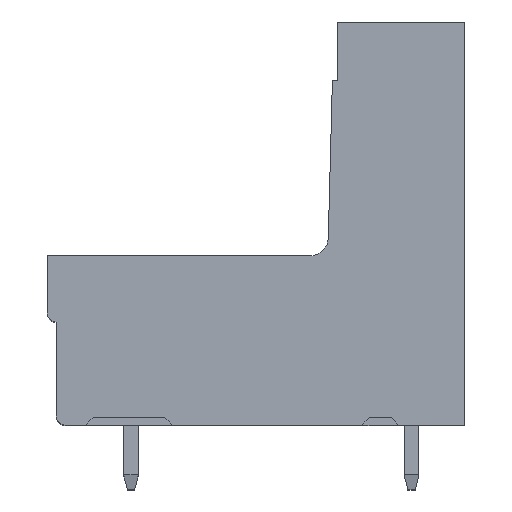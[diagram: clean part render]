
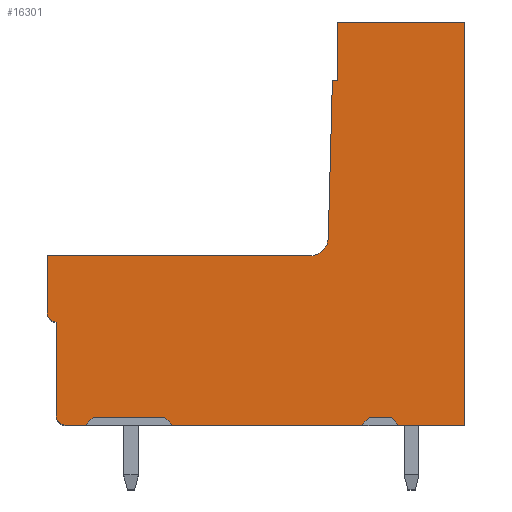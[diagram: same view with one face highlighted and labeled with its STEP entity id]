
A CAD part, top view. The second image highlights one B-rep face of the part: STEP entity #16301.
In plain terms, the highlighted planar face has unit normal (0, 0, 1).
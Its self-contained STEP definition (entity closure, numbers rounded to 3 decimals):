
#677=DIRECTION('',(0.,-1.,0.));
#678=VECTOR('',#677,5.1);
#679=CARTESIAN_POINT('',(-22.194,5.6,-112.203));
#680=LINE('',#679,#678);
#2301=DIRECTION('',(-1.,0.,0.));
#2302=VECTOR('',#2301,0.3);
#2303=CARTESIAN_POINT('',(-6.894,18.7,-112.203));
#2304=LINE('',#2303,#2302);
#2309=DIRECTION('',(0.,-1.,0.));
#2310=VECTOR('',#2309,3.2);
#2311=CARTESIAN_POINT('',(-6.894,21.9,-112.203));
#2312=LINE('',#2311,#2310);
#3975=DIRECTION('',(0.,1.,0.));
#3976=VECTOR('',#3975,21.9);
#3977=CARTESIAN_POINT('',(0.006,0.,
-112.203));
#3978=LINE('',#3977,#3976);
#5688=DIRECTION('',(-1.,0.,0.));
#5689=VECTOR('',#5688,10.3);
#5690=CARTESIAN_POINT('',(-5.594,0.,
-112.203));
#5691=LINE('',#5690,#5689);
#5692=DIRECTION('',(-0.707,0.707,0.));
#5693=VECTOR('',#5692,0.566);
#5694=CARTESIAN_POINT('',(-15.894,0.,
-112.203));
#5695=LINE('',#5694,#5693);
#5696=DIRECTION('',(-1.,0.,0.));
#5697=VECTOR('',#5696,3.9);
#5698=CARTESIAN_POINT('',(-16.294,0.4,
-112.203));
#5699=LINE('',#5698,#5697);
#5700=DIRECTION('',(-1.,0.,0.));
#5701=VECTOR('',#5700,1.1);
#5702=CARTESIAN_POINT('',(-20.594,0.,
-112.203));
#5703=LINE('',#5702,#5701);
#5704=CARTESIAN_POINT('',(-21.694,0.5,-112.203));
#5705=DIRECTION('',(0.,0.,-1.));
#5706=DIRECTION('',(0.,-1.,0.));
#5707=AXIS2_PLACEMENT_3D('',#5704,#5705,#5706);
#5709=CARTESIAN_POINT('',(-22.194,6.1,-112.203));
#5710=DIRECTION('',(0.,0.,-1.));
#5711=DIRECTION('',(0.,-1.,0.));
#5712=AXIS2_PLACEMENT_3D('',#5709,#5710,#5711);
#5714=DIRECTION('',(0.,1.,0.));
#5715=VECTOR('',#5714,3.1);
#5716=CARTESIAN_POINT('',(-22.694,6.1,
-112.203));
#5717=LINE('',#5716,#5715);
#5718=DIRECTION('',(1.,0.,0.));
#5719=VECTOR('',#5718,14.277);
#5720=CARTESIAN_POINT('',(-22.694,9.2,-112.203));
#5721=LINE('',#5720,#5719);
#5722=CARTESIAN_POINT('',(-8.417,10.2,-112.203));
#5723=DIRECTION('',(0.,0.,1.));
#5724=DIRECTION('',(0.,-1.,0.));
#5725=AXIS2_PLACEMENT_3D('',#5722,#5723,#5724);
#5727=DIRECTION('',(0.026,1.,0.));
#5728=VECTOR('',#5727,8.529);
#5729=CARTESIAN_POINT('',(-7.417,10.174,
-112.203));
#5730=LINE('',#5729,#5728);
#5731=DIRECTION('',(1.,0.,0.));
#5732=VECTOR('',#5731,6.9);
#5733=CARTESIAN_POINT('',(-6.894,21.9,-112.203));
#5734=LINE('',#5733,#5732);
#5735=DIRECTION('',(-1.,0.,0.));
#5736=VECTOR('',#5735,3.6);
#5737=CARTESIAN_POINT('',(0.006,0.,
-112.203));
#5738=LINE('',#5737,#5736);
#5739=DIRECTION('',(-0.707,0.707,0.));
#5740=VECTOR('',#5739,0.566);
#5741=CARTESIAN_POINT('',(-3.594,0.,
-112.203));
#5742=LINE('',#5741,#5740);
#5743=DIRECTION('',(-0.707,-0.707,0.));
#5744=VECTOR('',#5743,0.566);
#5745=CARTESIAN_POINT('',(-5.194,0.4,
-112.203));
#5746=LINE('',#5745,#5744);
#5763=DIRECTION('',(-0.707,-0.707,0.));
#5764=VECTOR('',#5763,0.566);
#5765=CARTESIAN_POINT('',(-20.194,0.4,
-112.203));
#5766=LINE('',#5765,#5764);
#5799=DIRECTION('',(1.,0.,0.));
#5800=VECTOR('',#5799,1.2);
#5801=CARTESIAN_POINT('',(-5.194,0.4,
-112.203));
#5802=LINE('',#5801,#5800);
#6477=CARTESIAN_POINT('',(-5.594,0.,
-112.203));
#6479=VERTEX_POINT('',#6477);
#6483=CARTESIAN_POINT('',(-3.594,0.,
-112.203));
#6484=VERTEX_POINT('',#6483);
#6600=CARTESIAN_POINT('',(-16.294,0.4,
-112.203));
#6601=VERTEX_POINT('',#6600);
#6602=CARTESIAN_POINT('',(-7.417,10.174,
-112.203));
#6603=CARTESIAN_POINT('',(-7.194,18.7,-112.203));
#6604=VERTEX_POINT('',#6602);
#6605=VERTEX_POINT('',#6603);
#6606=CARTESIAN_POINT('',(-6.894,18.7,-112.203));
#6607=VERTEX_POINT('',#6606);
#6608=CARTESIAN_POINT('',(-6.894,21.9,-112.203));
#6609=VERTEX_POINT('',#6608);
#6610=CARTESIAN_POINT('',(-3.994,0.4,
-112.203));
#6611=VERTEX_POINT('',#6610);
#6612=CARTESIAN_POINT('',(-5.194,0.4,
-112.203));
#6613=VERTEX_POINT('',#6612);
#6618=CARTESIAN_POINT('',(-21.694,0.,-112.203));
#6619=CARTESIAN_POINT('',(-22.194,0.5,
-112.203));
#6620=VERTEX_POINT('',#6618);
#6621=VERTEX_POINT('',#6619);
#6622=CARTESIAN_POINT('',(-22.194,5.6,-112.203));
#6623=VERTEX_POINT('',#6622);
#6624=CARTESIAN_POINT('',(-22.694,6.1,
-112.203));
#6625=VERTEX_POINT('',#6624);
#6626=CARTESIAN_POINT('',(-22.694,9.2,-112.203));
#6627=VERTEX_POINT('',#6626);
#6876=CARTESIAN_POINT('',(0.006,0.,
-112.203));
#6877=CARTESIAN_POINT('',(0.006,21.9,-112.203));
#6878=VERTEX_POINT('',#6876);
#6879=VERTEX_POINT('',#6877);
#6880=CARTESIAN_POINT('',(-20.194,0.4,
-112.203));
#6881=CARTESIAN_POINT('',(-20.594,0.,
-112.203));
#6882=VERTEX_POINT('',#6880);
#6883=VERTEX_POINT('',#6881);
#6884=CARTESIAN_POINT('',(-15.894,0.,
-112.203));
#6885=VERTEX_POINT('',#6884);
#6886=CARTESIAN_POINT('',(-8.417,9.2,-112.203));
#6887=VERTEX_POINT('',#6886);
#16268=CARTESIAN_POINT('',(-21.694,0.5,
-112.203));
#16269=DIRECTION('',(0.,0.,-1.));
#16270=DIRECTION('',(-1.,0.,0.));
#16271=AXIS2_PLACEMENT_3D('',#16268,#16269,#16270);
#16272=PLANE('',#16271);
#16273=ORIENTED_EDGE('',*,*,#7873,.T.);
#16275=ORIENTED_EDGE('',*,*,#16274,.T.);
#16277=ORIENTED_EDGE('',*,*,#16276,.T.);
#16279=ORIENTED_EDGE('',*,*,#16278,.T.);
#16280=ORIENTED_EDGE('',*,*,#7865,.T.);
#16281=ORIENTED_EDGE('',*,*,#8883,.T.);
#16282=ORIENTED_EDGE('',*,*,#8898,.F.);
#16283=ORIENTED_EDGE('',*,*,#8913,.T.);
#16284=ORIENTED_EDGE('',*,*,#8928,.T.);
#16285=ORIENTED_EDGE('',*,*,#8943,.T.);
#16286=ORIENTED_EDGE('',*,*,#11382,.T.);
#16287=ORIENTED_EDGE('',*,*,#11397,.T.);
#16288=ORIENTED_EDGE('',*,*,#11412,.F.);
#16289=ORIENTED_EDGE('',*,*,#11427,.F.);
#16290=ORIENTED_EDGE('',*,*,#11442,.T.);
#16291=ORIENTED_EDGE('',*,*,#13786,.F.);
#16292=ORIENTED_EDGE('',*,*,#7881,.T.);
#16294=ORIENTED_EDGE('',*,*,#16293,.T.);
#16296=ORIENTED_EDGE('',*,*,#16295,.F.);
#16298=ORIENTED_EDGE('',*,*,#16297,.T.);
#16299=EDGE_LOOP('',(#16273,#16275,#16277,#16279,#16280,#16281,#16282,#16283,
#16284,#16285,#16286,#16287,#16288,#16289,#16290,#16291,#16292,#16294,#16296,
#16298));
#16300=FACE_OUTER_BOUND('',#16299,.F.);
#16301=ADVANCED_FACE('',(#16300),#16272,.F.);
#5708=CIRCLE('',#5707,0.5);
#5713=CIRCLE('',#5712,0.5);
#5726=CIRCLE('',#5725,1.);
#7865=EDGE_CURVE('',#6883,#6620,#5703,.T.);
#7873=EDGE_CURVE('',#6479,#6885,#5691,.T.);
#7881=EDGE_CURVE('',#6878,#6484,#5738,.T.);
#8883=EDGE_CURVE('',#6620,#6621,#5708,.T.);
#8898=EDGE_CURVE('',#6623,#6621,#680,.T.);
#8913=EDGE_CURVE('',#6623,#6625,#5713,.T.);
#8928=EDGE_CURVE('',#6625,#6627,#5717,.T.);
#8943=EDGE_CURVE('',#6627,#6887,#5721,.T.);
#11382=EDGE_CURVE('',#6887,#6604,#5726,.T.);
#11397=EDGE_CURVE('',#6604,#6605,#5730,.T.);
#11412=EDGE_CURVE('',#6607,#6605,#2304,.T.);
#11427=EDGE_CURVE('',#6609,#6607,#2312,.T.);
#11442=EDGE_CURVE('',#6609,#6879,#5734,.T.);
#13786=EDGE_CURVE('',#6878,#6879,#3978,.T.);
#16274=EDGE_CURVE('',#6885,#6601,#5695,.T.);
#16276=EDGE_CURVE('',#6601,#6882,#5699,.T.);
#16278=EDGE_CURVE('',#6882,#6883,#5766,.T.);
#16293=EDGE_CURVE('',#6484,#6611,#5742,.T.);
#16295=EDGE_CURVE('',#6613,#6611,#5802,.T.);
#16297=EDGE_CURVE('',#6613,#6479,#5746,.T.);
